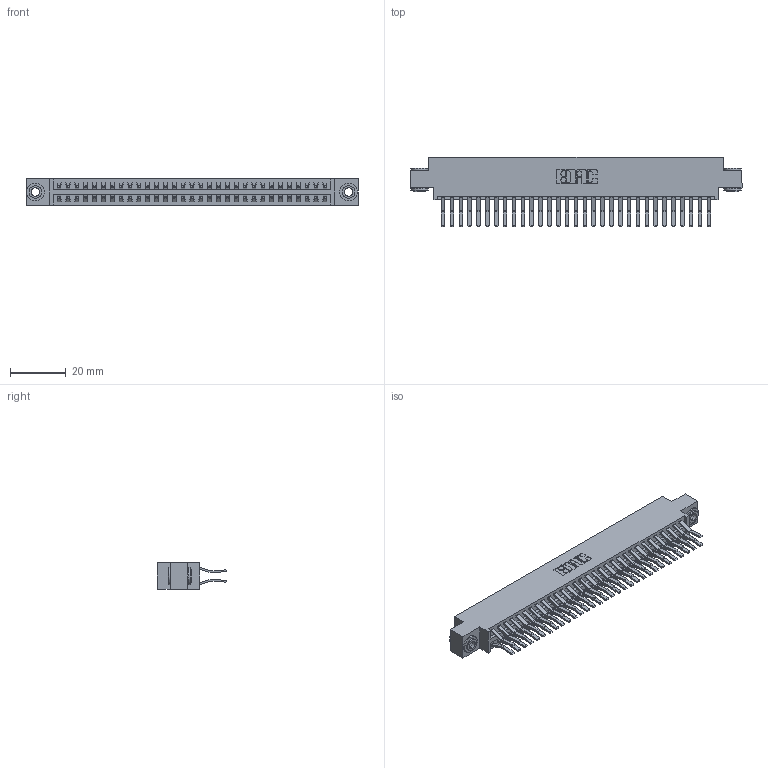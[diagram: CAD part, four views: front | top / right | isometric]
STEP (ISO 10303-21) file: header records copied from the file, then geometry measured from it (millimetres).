
FILE_DESCRIPTION (( 'STEP AP203' ), '1' );
FILE_NAME ('396-062-560-803.STEP', '2019-11-02T09:31:33', ( '' ), ( '' ), 'SwSTEP 2.0', 'SolidWorks 2016', '' );
FILE_SCHEMA (( 'CONFIG_CONTROL_DESIGN' ));
Length unit declared in the file: inch
Products named in the file (4): 346 Part_0.170 Offset - 0.156 Dia-TH; 345-292-001_560 Tail; 345-250-002_345-250-002-102; 396-062-560-803
Assembly tree (65 placements, depth 2):
  396-062-560-803
    346 Part_0.170 Offset - 0.156 Dia-TH
    345-292-001_560 Tail  x62
    345-250-002_345-250-002-102  x2
Bounding box: 119 x 24.78 x 9.4 mm (x, y, z)
Volume: 11789.6 mm3; surface area: 17510.7 mm2
Topology: 65 solids, 65 shells, 3512 faces, 10399 edges, 6846 vertices
Faces by surface type: plane 2260, cylinder 1244, cone 8
Entity records: 22582 total; most frequent: CARTESIAN_POINT 3715, ORIENTED_EDGE 3642, DIRECTION 3359, EDGE_CURVE 1821, VECTOR 1537, LINE 1537, VERTEX_POINT 1210, AXIS2_PLACEMENT_3D 911
